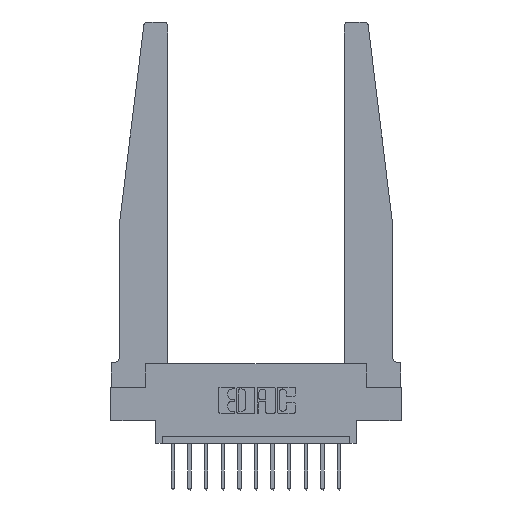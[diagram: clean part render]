
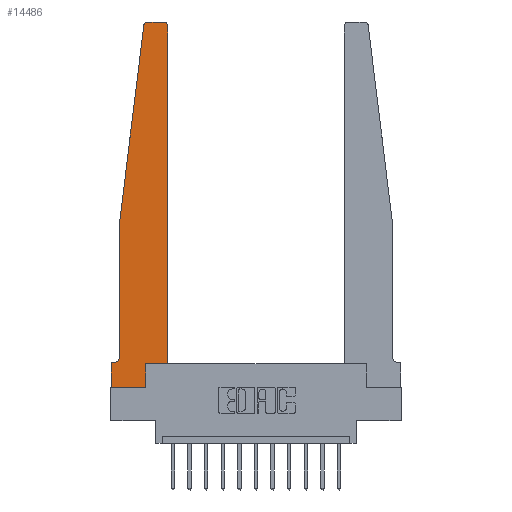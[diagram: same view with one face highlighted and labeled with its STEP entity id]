
A CAD part, top view. The second image highlights one B-rep face of the part: STEP entity #14486.
In plain terms, the highlighted planar face has unit normal (0, 0, 1).
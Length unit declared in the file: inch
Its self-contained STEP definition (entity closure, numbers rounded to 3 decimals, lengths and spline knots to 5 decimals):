
#464 = EDGE_CURVE ( 'NONE', #5337, #6873, #8192, .T. ) ;
#810 = VERTEX_POINT ( 'NONE', #6433 ) ;
#877 = ORIENTED_EDGE ( 'NONE', *, *, #1210, .T. ) ;
#1210 = EDGE_CURVE ( 'NONE', #4216, #15448, #11254, .T. ) ;
#1294 = FACE_OUTER_BOUND ( 'NONE', #5535, .T. ) ;
#1325 = VECTOR ( 'NONE', #1640, 39.37008 ) ;
#1640 = DIRECTION ( 'NONE',  ( 0., -1., 0. ) ) ;
#1823 = EDGE_CURVE ( 'NONE', #10725, #4216, #8146, .T. ) ;
#2211 = CARTESIAN_POINT ( 'NONE',  ( 0.395, 2.72, 0.37 ) ) ;
#2217 = CIRCLE ( 'NONE', #9648, 0.03 ) ;
#2830 = VECTOR ( 'NONE', #9981, 39.37008 ) ;
#2865 = VECTOR ( 'NONE', #10350, 39.37008 ) ;
#2931 = LINE ( 'NONE', #10547, #6779 ) ;
#3166 = ORIENTED_EDGE ( 'NONE', *, *, #9532, .T. ) ;
#3207 = VECTOR ( 'NONE', #9501, 39.37008 ) ;
#3426 = VERTEX_POINT ( 'NONE', #13597 ) ;
#3696 = PLANE ( 'NONE',  #10797 ) ;
#3875 = ORIENTED_EDGE ( 'NONE', *, *, #13010, .T. ) ;
#4216 = VERTEX_POINT ( 'NONE', #9835 ) ;
#4926 = CARTESIAN_POINT ( 'NONE',  ( 0., 0., 0.37 ) ) ;
#5089 = CARTESIAN_POINT ( 'NONE',  ( 0.27653, 2.72, 0.37 ) ) ;
#5191 = DIRECTION ( 'NONE',  ( 0., 0., 1. ) ) ;
#5261 = VERTEX_POINT ( 'NONE', #10207 ) ;
#5282 = VECTOR ( 'NONE', #13576, 39.37008 ) ;
#5337 = VERTEX_POINT ( 'NONE', #7732 ) ;
#5376 = EDGE_CURVE ( 'NONE', #15819, #10725, #11328, .T. ) ;
#5441 = CARTESIAN_POINT ( 'NONE',  ( 0.015, 0.2375, 0.37 ) ) ;
#5448 = ORIENTED_EDGE ( 'NONE', *, *, #5522, .T. ) ;
#5522 = EDGE_CURVE ( 'NONE', #5261, #12818, #10570, .T. ) ;
#5523 = CARTESIAN_POINT ( 'NONE',  ( 0.425, 0.18, 0.37 ) ) ;
#5535 = EDGE_LOOP ( 'NONE', ( #3166, #7937, #8079, #5448, #14906, #8403, #3875, #10063, #15338, #6882, #10624, #877 ) ) ;
#6198 = DIRECTION ( 'NONE',  ( 0., -1., 0. ) ) ;
#6218 = CARTESIAN_POINT ( 'NONE',  ( 0.425, 0.18, 0.37 ) ) ;
#6316 = LINE ( 'NONE', #8691, #7086 ) ;
#6325 = CARTESIAN_POINT ( 'NONE',  ( 0.065, 1.25, 0.37 ) ) ;
#6433 = CARTESIAN_POINT ( 'NONE',  ( 0.015, 0.1875, 0.37 ) ) ;
#6636 = AXIS2_PLACEMENT_3D ( 'NONE', #2211, #7114, #13135 ) ;
#6779 = VECTOR ( 'NONE', #9462, 39.37008 ) ;
#6873 = VERTEX_POINT ( 'NONE', #11659 ) ;
#6882 = ORIENTED_EDGE ( 'NONE', *, *, #5376, .T. ) ;
#7014 = LINE ( 'NONE', #15265, #14849 ) ;
#7086 = VECTOR ( 'NONE', #8741, 39.37008 ) ;
#7114 = DIRECTION ( 'NONE',  ( 0., 0., 1. ) ) ;
#7311 = CIRCLE ( 'NONE', #7471, 0.05 ) ;
#7471 = AXIS2_PLACEMENT_3D ( 'NONE', #5441, #10437, #8055 ) ;
#7708 = CARTESIAN_POINT ( 'NONE',  ( 0.395, 2.75, 0.37 ) ) ;
#7732 = CARTESIAN_POINT ( 'NONE',  ( 0., 0., 0.37 ) ) ;
#7895 = CARTESIAN_POINT ( 'NONE',  ( 0.24675, 2.72367, 0.37 ) ) ;
#7937 = ORIENTED_EDGE ( 'NONE', *, *, #15413, .T. ) ;
#8055 = DIRECTION ( 'NONE',  ( -1., 0., 0. ) ) ;
#8079 = ORIENTED_EDGE ( 'NONE', *, *, #10338, .T. ) ;
#8146 = LINE ( 'NONE', #6218, #5282 ) ;
#8192 = LINE ( 'NONE', #11636, #3207 ) ;
#8403 = ORIENTED_EDGE ( 'NONE', *, *, #12373, .T. ) ;
#8691 = CARTESIAN_POINT ( 'NONE',  ( 0.065, 0.1875, 0.37 ) ) ;
#8741 = DIRECTION ( 'NONE',  ( -1., 0., 0. ) ) ;
#8796 = VERTEX_POINT ( 'NONE', #7895 ) ;
#8973 = LINE ( 'NONE', #12441, #2830 ) ;
#9462 = DIRECTION ( 'NONE',  ( -0.122, -0.992, 0. ) ) ;
#9488 = CARTESIAN_POINT ( 'NONE',  ( 0.065, 0.2375, 0.37 ) ) ;
#9501 = DIRECTION ( 'NONE',  ( 1., 0., 0. ) ) ;
#9532 = EDGE_CURVE ( 'NONE', #15448, #10741, #7014, .T. ) ;
#9648 = AXIS2_PLACEMENT_3D ( 'NONE', #5089, #5191, #10177 ) ;
#9835 = CARTESIAN_POINT ( 'NONE',  ( 0.425, 2.72, 0.37 ) ) ;
#9981 = DIRECTION ( 'NONE',  ( 0., 1., 0. ) ) ;
#10063 = ORIENTED_EDGE ( 'NONE', *, *, #464, .T. ) ;
#10177 = DIRECTION ( 'NONE',  ( 1., 0., 0. ) ) ;
#10207 = CARTESIAN_POINT ( 'NONE',  ( 0.065, 1.25, 0.37 ) ) ;
#10338 = EDGE_CURVE ( 'NONE', #8796, #5261, #2931, .T. ) ;
#10350 = DIRECTION ( 'NONE',  ( 1., 0., 0. ) ) ;
#10437 = DIRECTION ( 'NONE',  ( 0., 0., -1. ) ) ;
#10547 = CARTESIAN_POINT ( 'NONE',  ( 0.065, 1.25, 0.37 ) ) ;
#10570 = LINE ( 'NONE', #6325, #1325 ) ;
#10624 = ORIENTED_EDGE ( 'NONE', *, *, #1823, .T. ) ;
#10725 = VERTEX_POINT ( 'NONE', #15538 ) ;
#10741 = VERTEX_POINT ( 'NONE', #13082 ) ;
#10773 = VECTOR ( 'NONE', #6198, 39.37008 ) ;
#10797 = AXIS2_PLACEMENT_3D ( 'NONE', #12268, #10943, #14670 ) ;
#10943 = DIRECTION ( 'NONE',  ( 0., 0., 1. ) ) ;
#11254 = CIRCLE ( 'NONE', #6636, 0.03 ) ;
#11328 = LINE ( 'NONE', #5523, #2865 ) ;
#11636 = CARTESIAN_POINT ( 'NONE',  ( 0., 0., 0.37 ) ) ;
#11659 = CARTESIAN_POINT ( 'NONE',  ( 0.2605, 0., 0.37 ) ) ;
#12053 = EDGE_CURVE ( 'NONE', #12818, #810, #7311, .T. ) ;
#12181 = CARTESIAN_POINT ( 'NONE',  ( 0.2605, 0.18, 0.37 ) ) ;
#12268 = CARTESIAN_POINT ( 'NONE',  ( 0., 0.1875, 0.37 ) ) ;
#12373 = EDGE_CURVE ( 'NONE', #810, #3426, #6316, .T. ) ;
#12441 = CARTESIAN_POINT ( 'NONE',  ( 0.2605, 0.18, 0.37 ) ) ;
#12818 = VERTEX_POINT ( 'NONE', #9488 ) ;
#13010 = EDGE_CURVE ( 'NONE', #3426, #5337, #13632, .T. ) ;
#13082 = CARTESIAN_POINT ( 'NONE',  ( 0.27653, 2.75, 0.37 ) ) ;
#13135 = DIRECTION ( 'NONE',  ( 1., 0., 0. ) ) ;
#13576 = DIRECTION ( 'NONE',  ( 0., 1., 0. ) ) ;
#13597 = CARTESIAN_POINT ( 'NONE',  ( 0., 0.1875, 0.37 ) ) ;
#13632 = LINE ( 'NONE', #4926, #10773 ) ;
#14024 = DIRECTION ( 'NONE',  ( -1., 0., 0. ) ) ;
#14486 = ADVANCED_FACE ( 'NONE', ( #1294 ), #3696, .T. ) ;
#14670 = DIRECTION ( 'NONE',  ( 1., 0., 0. ) ) ;
#14695 = EDGE_CURVE ( 'NONE', #6873, #15819, #8973, .T. ) ;
#14849 = VECTOR ( 'NONE', #14024, 39.37008 ) ;
#14906 = ORIENTED_EDGE ( 'NONE', *, *, #12053, .T. ) ;
#15265 = CARTESIAN_POINT ( 'NONE',  ( 0.25, 2.75, 0.37 ) ) ;
#15338 = ORIENTED_EDGE ( 'NONE', *, *, #14695, .T. ) ;
#15413 = EDGE_CURVE ( 'NONE', #10741, #8796, #2217, .T. ) ;
#15448 = VERTEX_POINT ( 'NONE', #7708 ) ;
#15538 = CARTESIAN_POINT ( 'NONE',  ( 0.425, 0.18, 0.37 ) ) ;
#15819 = VERTEX_POINT ( 'NONE', #12181 ) ;
